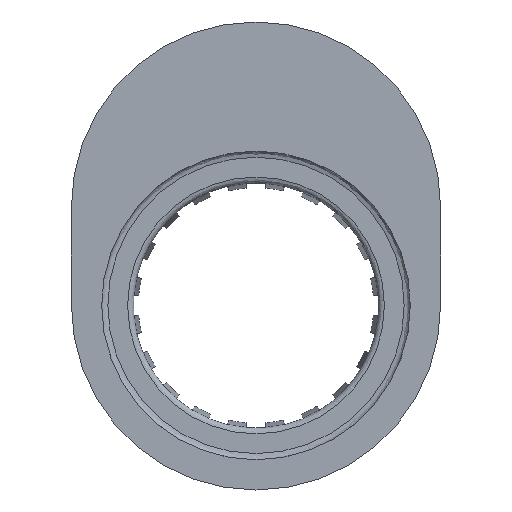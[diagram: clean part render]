
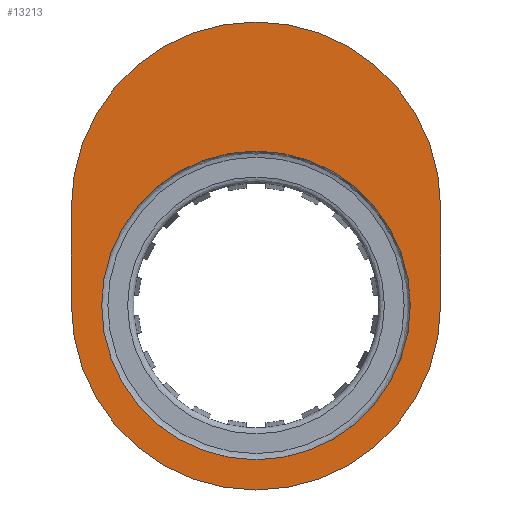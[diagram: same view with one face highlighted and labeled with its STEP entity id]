
A CAD part, top view. The second image highlights one B-rep face of the part: STEP entity #13213.
In plain terms, the highlighted planar face has unit normal (0, 0, 1).
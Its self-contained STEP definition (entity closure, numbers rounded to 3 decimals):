
#216 = CONICAL_SURFACE('',#217,7.4,0.037);
#217 = AXIS2_PLACEMENT_3D('',#218,#219,#220);
#218 = CARTESIAN_POINT('',(-9.,20.5,34.));
#219 = DIRECTION('',(0.,0.,1.));
#220 = DIRECTION('',(1.,0.,0.));
#267 = PLANE('',#268);
#268 = AXIS2_PLACEMENT_3D('',#269,#270,#271);
#269 = CARTESIAN_POINT('',(-16.475,24.5,36.));
#270 = DIRECTION('',(-0.999,0.,-0.037));
#271 = DIRECTION('',(0.,-1.,0.));
#335 = PLANE('',#336);
#336 = AXIS2_PLACEMENT_3D('',#337,#338,#339);
#337 = CARTESIAN_POINT('',(-1.525,20.5,36.));
#338 = DIRECTION('',(0.999,0.,-0.037));
#339 = DIRECTION('',(0.,1.,0.));
#368 = CONICAL_SURFACE('',#369,7.4,0.037);
#369 = AXIS2_PLACEMENT_3D('',#370,#371,#372);
#370 = CARTESIAN_POINT('',(-9.,24.5,34.));
#371 = DIRECTION('',(0.,0.,1.));
#372 = DIRECTION('',(1.,0.,0.));
#3019 = VERTEX_POINT('',#3020);
#3020 = CARTESIAN_POINT('',(-1.525,20.5,36.));
#3038 = EDGE_CURVE('',#3039,#3019,#3041,.T.);
#3039 = VERTEX_POINT('',#3040);
#3040 = CARTESIAN_POINT('',(-16.475,20.5,36.));
#3041 = SURFACE_CURVE('',#3042,(#3047,#3054),.PCURVE_S1.);
#3042 = CIRCLE('',#3043,7.475);
#3043 = AXIS2_PLACEMENT_3D('',#3044,#3045,#3046);
#3044 = CARTESIAN_POINT('',(-9.,20.5,36.));
#3045 = DIRECTION('',(0.,0.,1.));
#3046 = DIRECTION('',(1.,0.,0.));
#3047 = PCURVE('',#216,#3048);
#3048 = DEFINITIONAL_REPRESENTATION('',(#3049),#3053);
#3049 = LINE('',#3050,#3051);
#3050 = CARTESIAN_POINT('',(0.,2.));
#3051 = VECTOR('',#3052,1.);
#3052 = DIRECTION('',(1.,0.));
#3053 = ( GEOMETRIC_REPRESENTATION_CONTEXT(2) 
PARAMETRIC_REPRESENTATION_CONTEXT() REPRESENTATION_CONTEXT('2D SPACE',''
  ) );
#3054 = PCURVE('',#3055,#3060);
#3055 = PLANE('',#3056);
#3056 = AXIS2_PLACEMENT_3D('',#3057,#3058,#3059);
#3057 = CARTESIAN_POINT('',(-9.,22.5,36.));
#3058 = DIRECTION('',(0.,0.,1.));
#3059 = DIRECTION('',(0.,1.,0.));
#3060 = DEFINITIONAL_REPRESENTATION('',(#3061),#3065);
#3061 = CIRCLE('',#3062,7.475);
#3062 = AXIS2_PLACEMENT_2D('',#3063,#3064);
#3063 = CARTESIAN_POINT('',(-2.,0.));
#3064 = DIRECTION('',(0.,-1.));
#3065 = ( GEOMETRIC_REPRESENTATION_CONTEXT(2) 
PARAMETRIC_REPRESENTATION_CONTEXT() REPRESENTATION_CONTEXT('2D SPACE',''
  ) );
#3090 = EDGE_CURVE('',#3091,#3039,#3093,.T.);
#3091 = VERTEX_POINT('',#3092);
#3092 = CARTESIAN_POINT('',(-16.475,24.5,36.));
#3093 = SURFACE_CURVE('',#3094,(#3098,#3105),.PCURVE_S1.);
#3094 = LINE('',#3095,#3096);
#3095 = CARTESIAN_POINT('',(-16.475,24.5,36.));
#3096 = VECTOR('',#3097,1.);
#3097 = DIRECTION('',(0.,-1.,0.));
#3098 = PCURVE('',#267,#3099);
#3099 = DEFINITIONAL_REPRESENTATION('',(#3100),#3104);
#3100 = LINE('',#3101,#3102);
#3101 = CARTESIAN_POINT('',(0.,0.));
#3102 = VECTOR('',#3103,1.);
#3103 = DIRECTION('',(1.,0.));
#3104 = ( GEOMETRIC_REPRESENTATION_CONTEXT(2) 
PARAMETRIC_REPRESENTATION_CONTEXT() REPRESENTATION_CONTEXT('2D SPACE',''
  ) );
#3105 = PCURVE('',#3055,#3106);
#3106 = DEFINITIONAL_REPRESENTATION('',(#3107),#3111);
#3107 = LINE('',#3108,#3109);
#3108 = CARTESIAN_POINT('',(2.,7.475));
#3109 = VECTOR('',#3110,1.);
#3110 = DIRECTION('',(-1.,0.));
#3111 = ( GEOMETRIC_REPRESENTATION_CONTEXT(2) 
PARAMETRIC_REPRESENTATION_CONTEXT() REPRESENTATION_CONTEXT('2D SPACE',''
  ) );
#3136 = VERTEX_POINT('',#3137);
#3137 = CARTESIAN_POINT('',(-1.525,24.5,36.));
#3155 = EDGE_CURVE('',#3019,#3136,#3156,.T.);
#3156 = SURFACE_CURVE('',#3157,(#3161,#3168),.PCURVE_S1.);
#3157 = LINE('',#3158,#3159);
#3158 = CARTESIAN_POINT('',(-1.525,20.5,36.));
#3159 = VECTOR('',#3160,1.);
#3160 = DIRECTION('',(0.,1.,0.));
#3161 = PCURVE('',#335,#3162);
#3162 = DEFINITIONAL_REPRESENTATION('',(#3163),#3167);
#3163 = LINE('',#3164,#3165);
#3164 = CARTESIAN_POINT('',(0.,0.));
#3165 = VECTOR('',#3166,1.);
#3166 = DIRECTION('',(1.,0.));
#3167 = ( GEOMETRIC_REPRESENTATION_CONTEXT(2) 
PARAMETRIC_REPRESENTATION_CONTEXT() REPRESENTATION_CONTEXT('2D SPACE',''
  ) );
#3168 = PCURVE('',#3055,#3169);
#3169 = DEFINITIONAL_REPRESENTATION('',(#3170),#3174);
#3170 = LINE('',#3171,#3172);
#3171 = CARTESIAN_POINT('',(-2.,-7.475));
#3172 = VECTOR('',#3173,1.);
#3173 = DIRECTION('',(1.,0.));
#3174 = ( GEOMETRIC_REPRESENTATION_CONTEXT(2) 
PARAMETRIC_REPRESENTATION_CONTEXT() REPRESENTATION_CONTEXT('2D SPACE',''
  ) );
#3182 = EDGE_CURVE('',#3136,#3091,#3183,.T.);
#3183 = SURFACE_CURVE('',#3184,(#3189,#3196),.PCURVE_S1.);
#3184 = CIRCLE('',#3185,7.475);
#3185 = AXIS2_PLACEMENT_3D('',#3186,#3187,#3188);
#3186 = CARTESIAN_POINT('',(-9.,24.5,36.));
#3187 = DIRECTION('',(0.,0.,1.));
#3188 = DIRECTION('',(1.,0.,0.));
#3189 = PCURVE('',#368,#3190);
#3190 = DEFINITIONAL_REPRESENTATION('',(#3191),#3195);
#3191 = LINE('',#3192,#3193);
#3192 = CARTESIAN_POINT('',(0.,2.));
#3193 = VECTOR('',#3194,1.);
#3194 = DIRECTION('',(1.,0.));
#3195 = ( GEOMETRIC_REPRESENTATION_CONTEXT(2) 
PARAMETRIC_REPRESENTATION_CONTEXT() REPRESENTATION_CONTEXT('2D SPACE',''
  ) );
#3196 = PCURVE('',#3055,#3197);
#3197 = DEFINITIONAL_REPRESENTATION('',(#3198),#3202);
#3198 = CIRCLE('',#3199,7.475);
#3199 = AXIS2_PLACEMENT_2D('',#3200,#3201);
#3200 = CARTESIAN_POINT('',(2.,0.));
#3201 = DIRECTION('',(0.,-1.));
#3202 = ( GEOMETRIC_REPRESENTATION_CONTEXT(2) 
PARAMETRIC_REPRESENTATION_CONTEXT() REPRESENTATION_CONTEXT('2D SPACE',''
  ) );
#13213 = ADVANCED_FACE('',(#13214,#13220),#3055,.T.);
#13214 = FACE_BOUND('',#13215,.T.);
#13215 = EDGE_LOOP('',(#13216,#13217,#13218,#13219));
#13216 = ORIENTED_EDGE('',*,*,#3038,.T.);
#13217 = ORIENTED_EDGE('',*,*,#3155,.T.);
#13218 = ORIENTED_EDGE('',*,*,#3182,.T.);
#13219 = ORIENTED_EDGE('',*,*,#3090,.T.);
#13220 = FACE_BOUND('',#13221,.T.);
#13221 = EDGE_LOOP('',(#13222));
#13222 = ORIENTED_EDGE('',*,*,#13223,.T.);
#13223 = EDGE_CURVE('',#13224,#13224,#13226,.T.);
#13224 = VERTEX_POINT('',#13225);
#13225 = CARTESIAN_POINT('',(-2.75,20.5,36.));
#13226 = SURFACE_CURVE('',#13227,(#13232,#13243),.PCURVE_S1.);
#13227 = CIRCLE('',#13228,6.25);
#13228 = AXIS2_PLACEMENT_3D('',#13229,#13230,#13231);
#13229 = CARTESIAN_POINT('',(-9.,20.5,36.));
#13230 = DIRECTION('',(0.,0.,-1.));
#13231 = DIRECTION('',(1.,0.,0.));
#13232 = PCURVE('',#3055,#13233);
#13233 = DEFINITIONAL_REPRESENTATION('',(#13234),#13242);
#13234 = ( BOUNDED_CURVE() B_SPLINE_CURVE(2,(#13235,#13236,#13237,#13238
    ,#13239,#13240,#13241),.UNSPECIFIED.,.T.,.F.) 
B_SPLINE_CURVE_WITH_KNOTS((1,2,2,2,2,1),(-2.094,0.,
    2.094,4.189,6.283,8.378),
.UNSPECIFIED.) CURVE() GEOMETRIC_REPRESENTATION_ITEM() 
RATIONAL_B_SPLINE_CURVE((1.,0.5,1.,0.5,1.,0.5,1.)) REPRESENTATION_ITEM(
  '') );
#13235 = CARTESIAN_POINT('',(-2.,-6.25));
#13236 = CARTESIAN_POINT('',(-12.825,-6.25));
#13237 = CARTESIAN_POINT('',(-7.413,3.125));
#13238 = CARTESIAN_POINT('',(-2.,12.5));
#13239 = CARTESIAN_POINT('',(3.413,3.125));
#13240 = CARTESIAN_POINT('',(8.825,-6.25));
#13241 = CARTESIAN_POINT('',(-2.,-6.25));
#13242 = ( GEOMETRIC_REPRESENTATION_CONTEXT(2) 
PARAMETRIC_REPRESENTATION_CONTEXT() REPRESENTATION_CONTEXT('2D SPACE',''
  ) );
#13243 = PCURVE('',#13244,#13249);
#13244 = CYLINDRICAL_SURFACE('',#13245,6.25);
#13245 = AXIS2_PLACEMENT_3D('',#13246,#13247,#13248);
#13246 = CARTESIAN_POINT('',(-9.,20.5,36.2));
#13247 = DIRECTION('',(0.,0.,-1.));
#13248 = DIRECTION('',(1.,0.,0.));
#13249 = DEFINITIONAL_REPRESENTATION('',(#13250),#13254);
#13250 = LINE('',#13251,#13252);
#13251 = CARTESIAN_POINT('',(0.,0.2));
#13252 = VECTOR('',#13253,1.);
#13253 = DIRECTION('',(1.,0.));
#13254 = ( GEOMETRIC_REPRESENTATION_CONTEXT(2) 
PARAMETRIC_REPRESENTATION_CONTEXT() REPRESENTATION_CONTEXT('2D SPACE',''
  ) );
